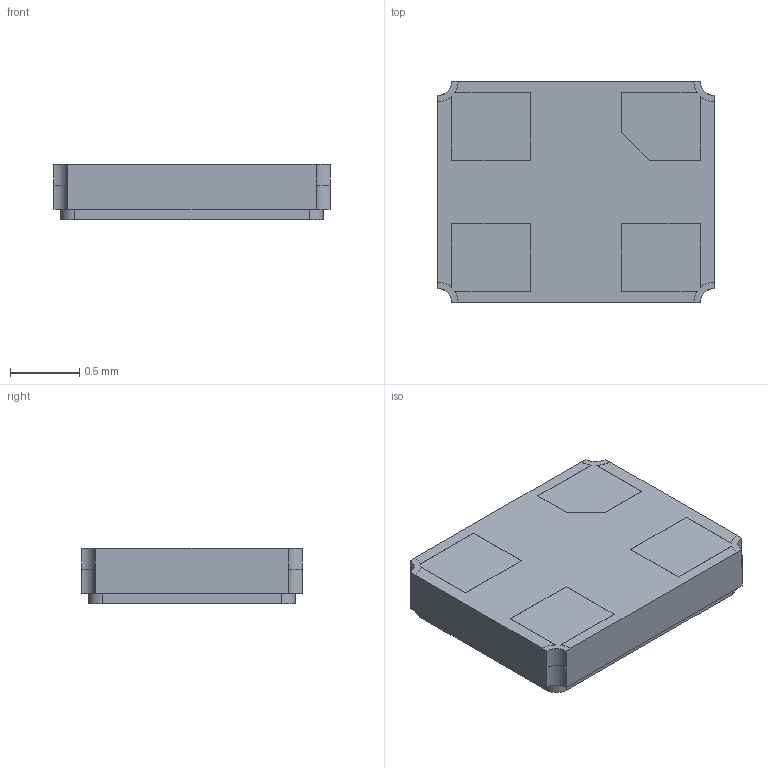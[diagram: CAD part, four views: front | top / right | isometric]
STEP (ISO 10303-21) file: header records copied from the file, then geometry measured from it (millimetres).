
FILE_DESCRIPTION (( 'STEP AP214' ), '1' );
FILE_NAME ('CX2016DB32000D0WZRC1.STEP', '2026-02-06T07:17:22', ( '' ), ( '' ), 'SwSTEP 2.0', 'SolidWorks 2023', '' );
FILE_SCHEMA (( 'AUTOMOTIVE_DESIGN' ));
Length unit declared in the file: millimetre
Products named in the file (1): CX2016DB32000D0WZRC1
Bounding box: 2 x 1.6 x 0.4 mm (x, y, z)
Volume: 1.2 mm3; surface area: 9.1 mm2
Topology: 1 solids, 1 shells, 56 faces, 159 edges, 106 vertices
Faces by surface type: plane 36, cylinder 20
Entity records: 2462 total; most frequent: CARTESIAN_POINT 322, ORIENTED_EDGE 318, DIRECTION 313, EDGE_CURVE 159, VECTOR 119, LINE 119, VERTEX_POINT 106, AXIS2_PLACEMENT_3D 97
